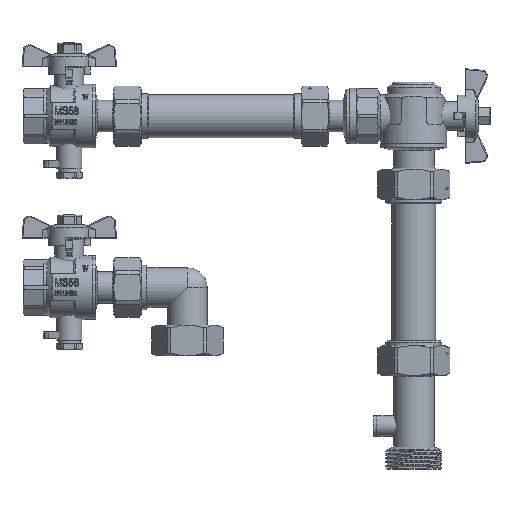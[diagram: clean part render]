
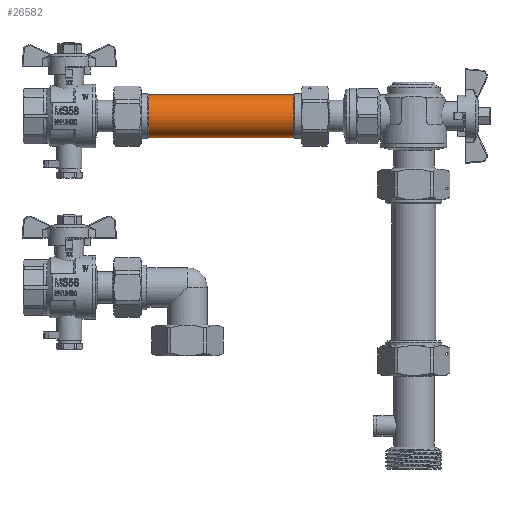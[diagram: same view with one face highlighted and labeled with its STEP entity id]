
A CAD part, top view. The second image highlights one B-rep face of the part: STEP entity #26582.
In plain terms, the highlighted cylindrical face has radius 12.7 mm (diameter 25.4 mm), a full revolution.
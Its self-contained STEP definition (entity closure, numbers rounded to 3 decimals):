
#5255=CYLINDRICAL_SURFACE('',#29822,12.7);
#5805=ORIENTED_EDGE('',*,*,#13711,.F.);
#5806=ORIENTED_EDGE('',*,*,#13713,.T.);
#13711=EDGE_CURVE('',#17707,#17707,#20453,.T.);
#13713=EDGE_CURVE('',#17709,#17709,#20455,.T.);
#17707=VERTEX_POINT('',#43536);
#17709=VERTEX_POINT('',#43541);
#20453=CIRCLE('',#29818,12.7);
#20455=CIRCLE('',#29821,12.7);
#21364=EDGE_LOOP('',(#5805));
#21365=EDGE_LOOP('',(#5806));
#23426=FACE_BOUND('',#21364,.T.);
#23427=FACE_BOUND('',#21365,.T.);
#26582=ADVANCED_FACE('',(#23426,#23427),#5255,.T.);
#29818=AXIS2_PLACEMENT_3D('',#43535,#33899,#33900);
#29821=AXIS2_PLACEMENT_3D('',#43540,#33905,#33906);
#29822=AXIS2_PLACEMENT_3D('',#43542,#33907,#33908);
#33899=DIRECTION('',(1.,0.,0.));
#33900=DIRECTION('',(0.,1.,0.));
#33905=DIRECTION('',(1.,0.,0.));
#33906=DIRECTION('',(0.,1.,0.));
#33907=DIRECTION('',(1.,0.,0.));
#33908=DIRECTION('',(0.,1.,0.));
#43535=CARTESIAN_POINT('',(134.8,0.,-11.));
#43536=CARTESIAN_POINT('',(134.8,12.7,-11.));
#43540=CARTESIAN_POINT('',(48.8,0.,-11.));
#43541=CARTESIAN_POINT('',(48.8,12.7,-11.));
#43542=CARTESIAN_POINT('',(91.8,0.,-11.));
